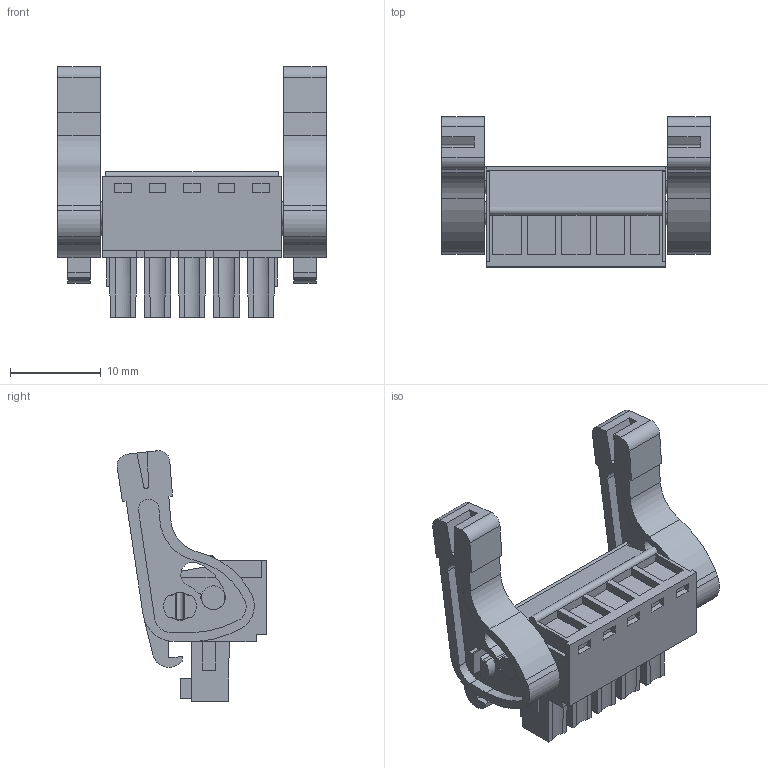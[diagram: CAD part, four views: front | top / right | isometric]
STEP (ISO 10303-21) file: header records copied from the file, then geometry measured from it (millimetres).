
FILE_DESCRIPTION(('CATIA V5 STEP','CAx-IF Rec.Pracs.--- Model Styling and Organization---1.2---2011-12-15'),'2;1');
FILE_NAME ('D1462198_0_2442320000_2442320000.stp','2017-07-31T14:46:56+00:00',('none'),('Weidmueller'),'CATIA Version 5-6 Release 2014','CATIA V5 STEP AP214','none');
FILE_SCHEMA(('AUTOMOTIVE_DESIGN { 1 0 10303 214 1 1 1 1 }'));
Length unit declared in the file: millimetre
Products named in the file (1): 2442320000
Bounding box: 29.64 x 16.55 x 27.68 mm (x, y, z)
Volume: 3172.5 mm3; surface area: 3678.1 mm2
Topology: 8 solids, 8 shells, 428 faces, 1137 edges, 752 vertices
Faces by surface type: plane 307, cylinder 121
Entity records: 12251 total; most frequent: ORIENTED_EDGE 2266, CARTESIAN_POINT 2257, DIRECTION 1640, EDGE_CURVE 1133, VECTOR 839, LINE 839, VERTEX_POINT 752, AXIS2_PLACEMENT_3D 535
